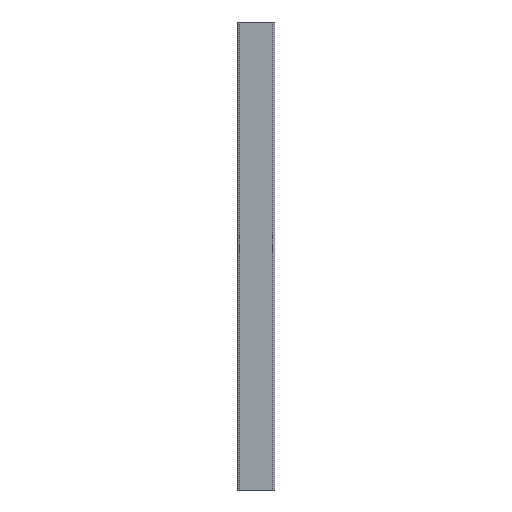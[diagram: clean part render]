
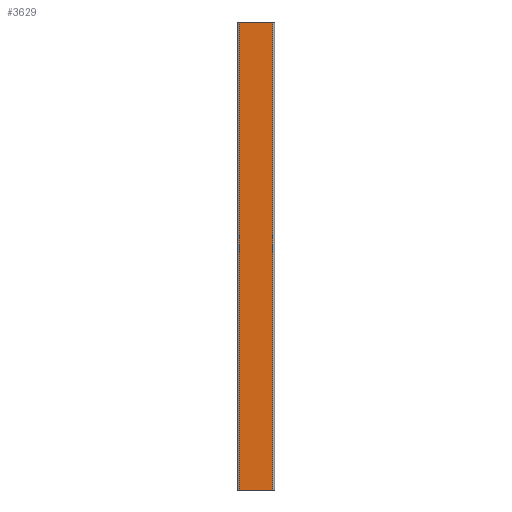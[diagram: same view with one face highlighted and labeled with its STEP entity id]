
A CAD part, front view. The second image highlights one B-rep face of the part: STEP entity #3629.
In plain terms, the highlighted planar face has unit normal (0, -1, 0).
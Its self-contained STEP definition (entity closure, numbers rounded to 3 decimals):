
#153=PLANE($,#3910);
#329=FACE_OUTER_BOUND($,#507,.T.);
#507=EDGE_LOOP($,(#3037,#3038,#3039,#3040));
#941=LINE($,#5941,#1363);
#942=LINE($,#5944,#1364);
#943=LINE($,#5946,#1365);
#944=LINE($,#5947,#1366);
#1363=VECTOR($,#4880,1000.);
#1364=VECTOR($,#4883,72.);
#1365=VECTOR($,#4884,72.);
#1366=VECTOR($,#4885,1000.);
#1819=VERTEX_POINT($,#5937);
#1820=VERTEX_POINT($,#5939);
#1821=VERTEX_POINT($,#5943);
#1822=VERTEX_POINT($,#5945);
#2341=EDGE_CURVE($,#1819,#1820,#941,.T.);
#2342=EDGE_CURVE($,#1821,#1819,#942,.T.);
#2343=EDGE_CURVE($,#1822,#1820,#943,.T.);
#2344=EDGE_CURVE($,#1821,#1822,#944,.T.);
#3037=ORIENTED_EDGE($,*,*,#2342,.T.);
#3038=ORIENTED_EDGE($,*,*,#2341,.T.);
#3039=ORIENTED_EDGE($,*,*,#2343,.F.);
#3040=ORIENTED_EDGE($,*,*,#2344,.F.);
#3629=ADVANCED_FACE($,(#329),#153,.T.);
#3910=AXIS2_PLACEMENT_3D($,#5942,#4881,#4882);
#4880=DIRECTION($,(0.,0.,1.));
#4881=DIRECTION('center_axis',(0.,-1.,0.));
#4882=DIRECTION('ref_axis',(1.,0.,0.));
#4883=DIRECTION($,(1.,0.,0.));
#4884=DIRECTION($,(1.,0.,0.));
#4885=DIRECTION($,(0.,0.,1.));
#5937=CARTESIAN_POINT('',(72.,0.,0.));
#5939=CARTESIAN_POINT('',(72.,0.,1000.));
#5941=CARTESIAN_POINT($,(72.,0.,0.));
#5942=CARTESIAN_POINT('Origin',(0.,0.,0.));
#5943=CARTESIAN_POINT('',(0.,0.,0.));
#5944=CARTESIAN_POINT($,(0.,0.,0.));
#5945=CARTESIAN_POINT('',(0.,0.,1000.));
#5946=CARTESIAN_POINT($,(0.,0.,1000.));
#5947=CARTESIAN_POINT($,(0.,0.,0.));
